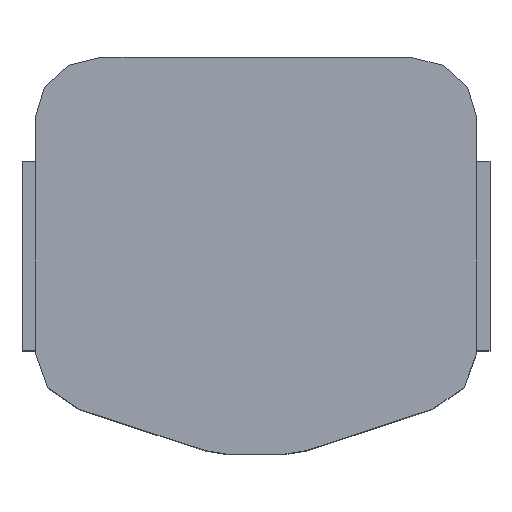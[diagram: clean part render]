
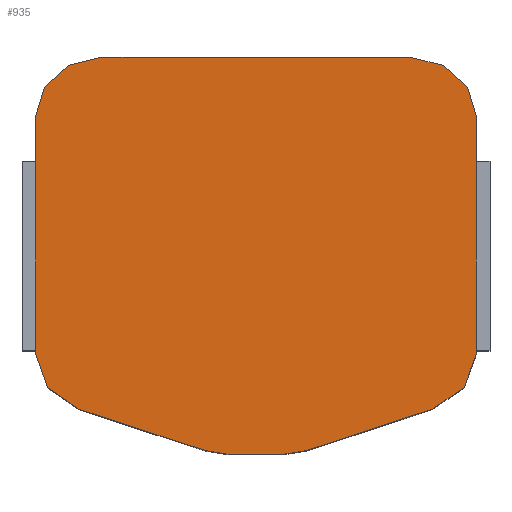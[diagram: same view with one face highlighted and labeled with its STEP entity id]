
A CAD part, top view. The second image highlights one B-rep face of the part: STEP entity #935.
In plain terms, the highlighted planar face has unit normal (0, 0, 1).
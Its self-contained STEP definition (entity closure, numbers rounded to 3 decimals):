
#358 = VERTEX_POINT('',#359);
#359 = CARTESIAN_POINT('',(3.572,2.845,5.3));
#365 = EDGE_CURVE('',#358,#366,#368,.T.);
#366 = VERTEX_POINT('',#367);
#367 = CARTESIAN_POINT('',(3.164,3.212,5.3));
#368 = LINE('',#369,#370);
#369 = CARTESIAN_POINT('',(3.572,2.845,5.3));
#370 = VECTOR('',#371,1.);
#371 = DIRECTION('',(-0.743,0.669,0.));
#396 = EDGE_CURVE('',#366,#397,#399,.T.);
#397 = VERTEX_POINT('',#398);
#398 = CARTESIAN_POINT('',(2.607,3.35,5.3));
#399 = LINE('',#400,#401);
#400 = CARTESIAN_POINT('',(3.164,3.212,5.3));
#401 = VECTOR('',#402,1.);
#402 = DIRECTION('',(-0.971,0.24,0.));
#427 = EDGE_CURVE('',#397,#428,#430,.T.);
#428 = VERTEX_POINT('',#429);
#429 = CARTESIAN_POINT('',(-2.617,3.35,5.3));
#430 = LINE('',#431,#432);
#431 = CARTESIAN_POINT('',(2.607,3.35,5.3));
#432 = VECTOR('',#433,1.);
#433 = DIRECTION('',(-1.,0.,0.));
#458 = EDGE_CURVE('',#428,#459,#461,.T.);
#459 = VERTEX_POINT('',#460);
#460 = CARTESIAN_POINT('',(-3.164,3.212,5.3));
#461 = LINE('',#462,#463);
#462 = CARTESIAN_POINT('',(-2.617,3.35,5.3));
#463 = VECTOR('',#464,1.);
#464 = DIRECTION('',(-0.97,-0.245,0.));
#489 = EDGE_CURVE('',#459,#490,#492,.T.);
#490 = VERTEX_POINT('',#491);
#491 = CARTESIAN_POINT('',(-3.572,2.845,5.3));
#492 = LINE('',#493,#494);
#493 = CARTESIAN_POINT('',(-3.164,3.212,5.3));
#494 = VECTOR('',#495,1.);
#495 = DIRECTION('',(-0.743,-0.669,0.));
#520 = EDGE_CURVE('',#490,#521,#523,.T.);
#521 = VERTEX_POINT('',#522);
#522 = CARTESIAN_POINT('',(-3.722,2.351,5.3));
#523 = LINE('',#524,#525);
#524 = CARTESIAN_POINT('',(-3.572,2.845,5.3));
#525 = VECTOR('',#526,1.);
#526 = DIRECTION('',(-0.291,-0.957,0.));
#551 = EDGE_CURVE('',#521,#552,#554,.T.);
#552 = VERTEX_POINT('',#553);
#553 = CARTESIAN_POINT('',(-3.722,-1.648,5.3));
#554 = LINE('',#555,#556);
#555 = CARTESIAN_POINT('',(-3.722,2.351,5.3));
#556 = VECTOR('',#557,1.);
#557 = DIRECTION('',(0.,-1.,0.));
#582 = EDGE_CURVE('',#552,#583,#585,.T.);
#583 = VERTEX_POINT('',#584);
#584 = CARTESIAN_POINT('',(-3.518,-2.222,5.3));
#585 = LINE('',#586,#587);
#586 = CARTESIAN_POINT('',(-3.722,-1.648,5.3));
#587 = VECTOR('',#588,1.);
#588 = DIRECTION('',(0.335,-0.942,0.));
#613 = EDGE_CURVE('',#583,#614,#616,.T.);
#614 = VERTEX_POINT('',#615);
#615 = CARTESIAN_POINT('',(-2.993,-2.588,5.3));
#616 = LINE('',#617,#618);
#617 = CARTESIAN_POINT('',(-3.518,-2.222,5.3));
#618 = VECTOR('',#619,1.);
#619 = DIRECTION('',(0.82,-0.572,0.));
#644 = EDGE_CURVE('',#614,#645,#647,.T.);
#645 = VERTEX_POINT('',#646);
#646 = CARTESIAN_POINT('',(-0.858,-3.29,5.3));
#647 = LINE('',#648,#649);
#648 = CARTESIAN_POINT('',(-2.993,-2.588,5.3));
#649 = VECTOR('',#650,1.);
#650 = DIRECTION('',(0.95,-0.312,0.));
#675 = EDGE_CURVE('',#645,#676,#678,.T.);
#676 = VERTEX_POINT('',#677);
#677 = CARTESIAN_POINT('',(-0.472,-3.35,5.3));
#678 = LINE('',#679,#680);
#679 = CARTESIAN_POINT('',(-0.858,-3.29,5.3));
#680 = VECTOR('',#681,1.);
#681 = DIRECTION('',(0.988,-0.154,0.));
#706 = EDGE_CURVE('',#676,#707,#709,.T.);
#707 = VERTEX_POINT('',#708);
#708 = CARTESIAN_POINT('',(0.472,-3.35,5.3));
#709 = LINE('',#710,#711);
#710 = CARTESIAN_POINT('',(-0.472,-3.35,5.3));
#711 = VECTOR('',#712,1.);
#712 = DIRECTION('',(1.,0.,0.));
#737 = EDGE_CURVE('',#707,#738,#740,.T.);
#738 = VERTEX_POINT('',#739);
#739 = CARTESIAN_POINT('',(0.848,-3.29,5.3));
#740 = LINE('',#741,#742);
#741 = CARTESIAN_POINT('',(0.472,-3.35,5.3));
#742 = VECTOR('',#743,1.);
#743 = DIRECTION('',(0.988,0.158,0.));
#768 = EDGE_CURVE('',#738,#769,#771,.T.);
#769 = VERTEX_POINT('',#770);
#770 = CARTESIAN_POINT('',(2.982,-2.588,5.3));
#771 = LINE('',#772,#773);
#772 = CARTESIAN_POINT('',(0.848,-3.29,5.3));
#773 = VECTOR('',#774,1.);
#774 = DIRECTION('',(0.95,0.312,0.));
#799 = EDGE_CURVE('',#769,#800,#802,.T.);
#800 = VERTEX_POINT('',#801);
#801 = CARTESIAN_POINT('',(3.518,-2.221,5.3));
#802 = LINE('',#803,#804);
#803 = CARTESIAN_POINT('',(2.982,-2.588,5.3));
#804 = VECTOR('',#805,1.);
#805 = DIRECTION('',(0.825,0.565,0.));
#830 = EDGE_CURVE('',#800,#831,#833,.T.);
#831 = VERTEX_POINT('',#832);
#832 = CARTESIAN_POINT('',(3.722,-1.648,5.3));
#833 = LINE('',#834,#835);
#834 = CARTESIAN_POINT('',(3.518,-2.221,5.3));
#835 = VECTOR('',#836,1.);
#836 = DIRECTION('',(0.335,0.942,0.));
#861 = EDGE_CURVE('',#831,#862,#864,.T.);
#862 = VERTEX_POINT('',#863);
#863 = CARTESIAN_POINT('',(3.722,2.351,5.3));
#864 = LINE('',#865,#866);
#865 = CARTESIAN_POINT('',(3.722,-1.648,5.3));
#866 = VECTOR('',#867,1.);
#867 = DIRECTION('',(0.,1.,0.));
#892 = EDGE_CURVE('',#862,#358,#893,.T.);
#893 = LINE('',#894,#895);
#894 = CARTESIAN_POINT('',(3.722,2.351,5.3));
#895 = VECTOR('',#896,1.);
#896 = DIRECTION('',(-0.291,0.957,0.));
#935 = ADVANCED_FACE('',(#936),#956,.T.);
#936 = FACE_BOUND('',#937,.T.);
#937 = EDGE_LOOP('',(#938,#939,#940,#941,#942,#943,#944,#945,#946,#947,
    #948,#949,#950,#951,#952,#953,#954,#955));
#938 = ORIENTED_EDGE('',*,*,#365,.T.);
#939 = ORIENTED_EDGE('',*,*,#396,.T.);
#940 = ORIENTED_EDGE('',*,*,#427,.T.);
#941 = ORIENTED_EDGE('',*,*,#458,.T.);
#942 = ORIENTED_EDGE('',*,*,#489,.T.);
#943 = ORIENTED_EDGE('',*,*,#520,.T.);
#944 = ORIENTED_EDGE('',*,*,#551,.T.);
#945 = ORIENTED_EDGE('',*,*,#582,.T.);
#946 = ORIENTED_EDGE('',*,*,#613,.T.);
#947 = ORIENTED_EDGE('',*,*,#644,.T.);
#948 = ORIENTED_EDGE('',*,*,#675,.T.);
#949 = ORIENTED_EDGE('',*,*,#706,.T.);
#950 = ORIENTED_EDGE('',*,*,#737,.T.);
#951 = ORIENTED_EDGE('',*,*,#768,.T.);
#952 = ORIENTED_EDGE('',*,*,#799,.T.);
#953 = ORIENTED_EDGE('',*,*,#830,.T.);
#954 = ORIENTED_EDGE('',*,*,#861,.T.);
#955 = ORIENTED_EDGE('',*,*,#892,.T.);
#956 = PLANE('',#957);
#957 = AXIS2_PLACEMENT_3D('',#958,#959,#960);
#958 = CARTESIAN_POINT('',(0.,0.225,5.3));
#959 = DIRECTION('',(0.,0.,1.));
#960 = DIRECTION('',(1.,0.,0.));
